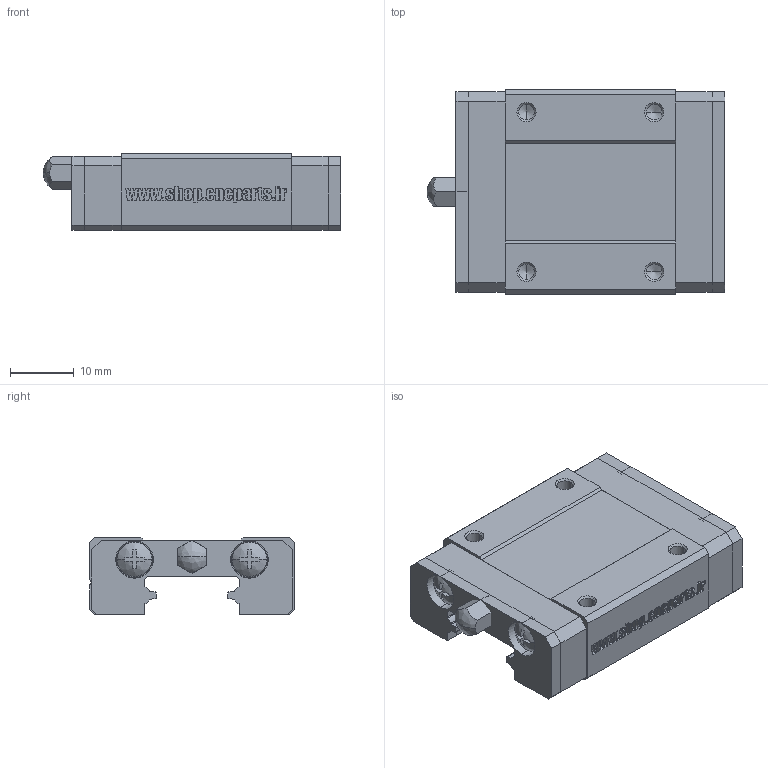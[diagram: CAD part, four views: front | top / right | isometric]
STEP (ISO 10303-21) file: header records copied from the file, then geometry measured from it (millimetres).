
FILE_DESCRIPTION (( 'STEP AP214' ), '1' );
FILE_NAME ('MGN15.STEP', '2025-10-21T07:35:47', ( '' ), ( '' ), 'SwSTEP 2.0', 'SolidWorks 2024', '' );
FILE_SCHEMA (( 'AUTOMOTIVE_DESIGN' ));
Length unit declared in the file: millimetre
Products named in the file (1): MGN15
Bounding box: 46.6 x 32 x 12 mm (x, y, z)
Volume: 11996.1 mm3; surface area: 7832.1 mm2
Topology: 10 solids, 10 shells, 625 faces, 1706 edges, 1127 vertices
Faces by surface type: plane 361, cylinder 117, bspline 115, cone 32
Entity records: 25618 total; most frequent: CARTESIAN_POINT 10312, ORIENTED_EDGE 3392, DIRECTION 2736, EDGE_CURVE 1696, VECTOR 1130, LINE 1130, VERTEX_POINT 1127, AXIS2_PLACEMENT_3D 803
